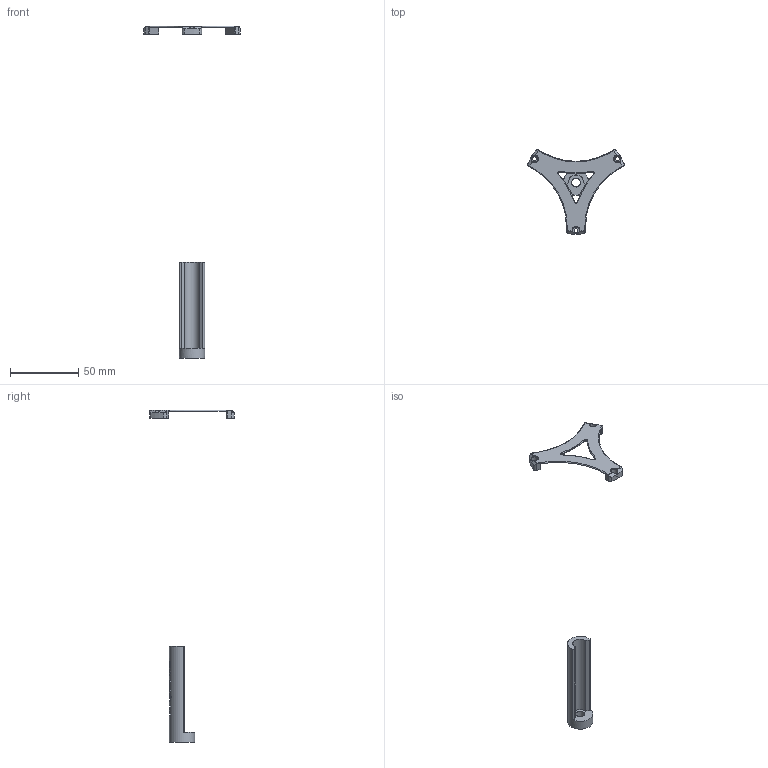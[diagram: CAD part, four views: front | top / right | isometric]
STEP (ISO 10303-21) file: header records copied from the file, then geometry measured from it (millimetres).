
FILE_DESCRIPTION(/* description */ (''),/* implementation_level */ '2;1');
FILE_NAME(/* name */ 'logger_mounting_battery_top.step',/* time_stamp */ '2024-09-25T16:39:43+02:00',/* author */ (''),/* organization */ (''),/* preprocessor_version */ 'ST-DEVELOPER v20',/* originating_system */ 'Autodesk Translation Framework v13.20.0.188',/* authorisation */ '');
FILE_SCHEMA (('AUTOMOTIVE_DESIGN { 1 0 10303 214 3 1 1 }'));
Length unit declared in the file: millimetre
Products named in the file (3): logger_mounting_electronics; mounting_electronics_foot; logger_mounting_battery
Assembly tree (2 placements, depth 2):
  logger_mounting_electronics
    mounting_electronics_foot
    logger_mounting_battery
Bounding box: 70.31 x 61.74 x 242.5 mm (x, y, z)
Volume: 9952.8 mm3; surface area: 9247.3 mm2
Topology: 3 solids, 3 shells, 209 faces, 567 edges, 374 vertices
Faces by surface type: plane 68, bspline 68, cylinder 52, torus 18, cone 3
Full cylindrical faces by diameter (mm): 2.9 x3, 4.8 x3, 6.5 x1, 18.5 x1
Entity records: 8090 total; most frequent: CARTESIAN_POINT 3154, ORIENTED_EDGE 1134, DIRECTION 816, EDGE_CURVE 567, VERTEX_POINT 374, AXIS2_PLACEMENT_3D 290, LINE 236, VECTOR 236
